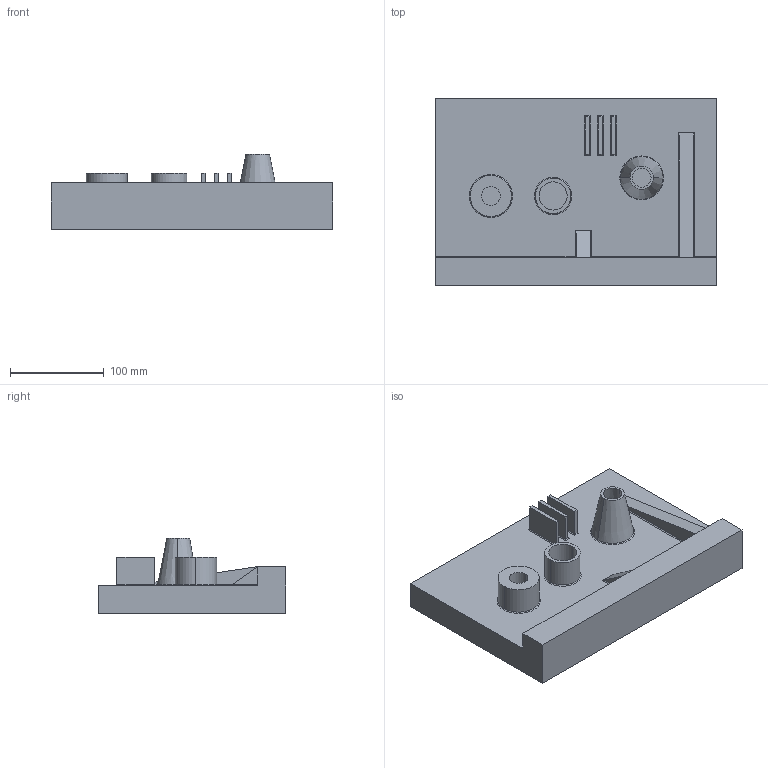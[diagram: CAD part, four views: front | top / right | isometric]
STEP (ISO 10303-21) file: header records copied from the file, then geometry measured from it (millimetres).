
FILE_DESCRIPTION(('CAx-IF Rec.Pracs.---Model Styling and Organization---1.5---2016-08-15','CAx-IF Rec.Pracs.---Geometric and Assembly Validation Properties---4.4---2016-08-17','CAx-IF Rec.Pracs.---User Defined Attributes---1.5---2016-08-15','CAx-IF Rec.Pracs.---External References---2.1---2005-01-19'),'2;1');
FILE_NAME('Part3.stp','2024-02-09T17:07:53',('Unspecified'),('Unspecified'),'CAD Exchanger 3.24.0 (cadexchanger.com)','Unspecified','');
FILE_SCHEMA(('AP242_MANAGED_MODEL_BASED_3D_ENGINEERING_MIM_LF { 1 0 10303 442 1 1 4 }'));
Length unit declared in the file: millimetre
Products named in the file (1): Part3
Bounding box: 300 x 200 x 80 mm (x, y, z)
Volume: 2079877.9 mm3; surface area: 196017.3 mm2
Topology: 1 solids, 1 shells, 76 faces, 169 edges, 104 vertices
Faces by surface type: plane 37, cylinder 29, torus 6, cone 4
Entity records: 2082 total; most frequent: CARTESIAN_POINT 422, ORIENTED_EDGE 338, DIRECTION 337, EDGE_CURVE 169, AXIS2_PLACEMENT_3D 115, LINE 107, VECTOR 107, VERTEX_POINT 104
